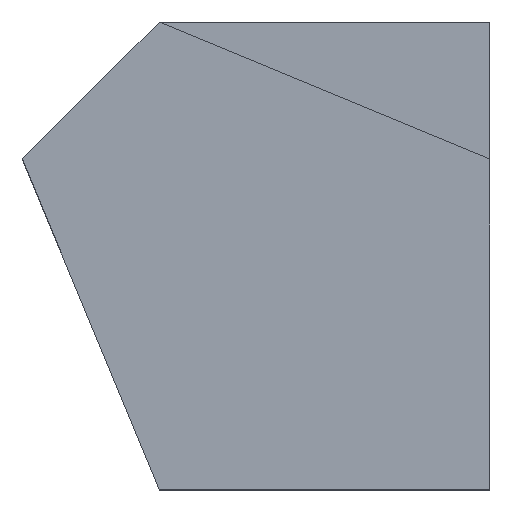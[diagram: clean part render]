
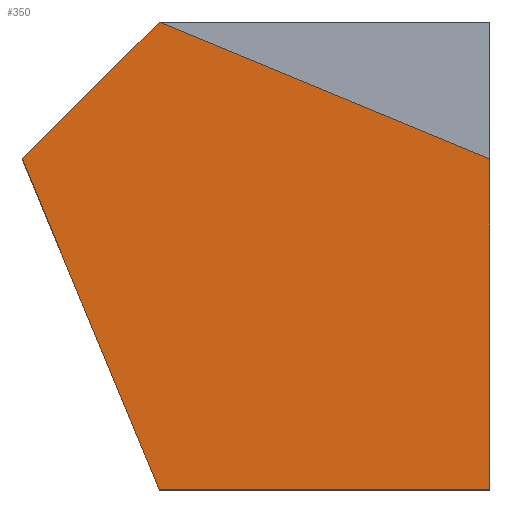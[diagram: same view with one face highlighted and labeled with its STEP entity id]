
A CAD part, top view. The second image highlights one B-rep face of the part: STEP entity #350.
In plain terms, the highlighted planar face has unit normal (0, 0, 1).
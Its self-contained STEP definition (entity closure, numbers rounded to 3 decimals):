
#10 = LINE ( 'NONE', #21, #149 ) ;
#11 = AXIS2_PLACEMENT_3D ( 'NONE', #358, #273, #56 ) ;
#21 = CARTESIAN_POINT ( 'NONE',  ( -12.7, 0., 6.35 ) ) ;
#22 = VERTEX_POINT ( 'NONE', #61 ) ;
#33 = LINE ( 'NONE', #201, #145 ) ;
#54 = EDGE_CURVE ( 'NONE', #269, #59, #33, .T. ) ;
#56 = DIRECTION ( 'NONE',  ( -1., 0., 0. ) ) ;
#59 = VERTEX_POINT ( 'NONE', #378 ) ;
#61 = CARTESIAN_POINT ( 'NONE',  ( -17.964, 12.703, 6.35 ) ) ;
#66 = ORIENTED_EDGE ( 'NONE', *, *, #91, .T. ) ;
#69 = VERTEX_POINT ( 'NONE', #140 ) ;
#76 = ORIENTED_EDGE ( 'NONE', *, *, #120, .T. ) ;
#90 = ORIENTED_EDGE ( 'NONE', *, *, #266, .T. ) ;
#91 = EDGE_CURVE ( 'NONE', #69, #269, #180, .T. ) ;
#93 = VECTOR ( 'NONE', #206, 1000. ) ;
#120 = EDGE_CURVE ( 'NONE', #198, #69, #357, .T. ) ;
#134 = EDGE_CURVE ( 'NONE', #59, #22, #163, .T. ) ;
#140 = CARTESIAN_POINT ( 'NONE',  ( 0., 0., 6.35 ) ) ;
#145 = VECTOR ( 'NONE', #322, 1000. ) ;
#149 = VECTOR ( 'NONE', #238, 1000. ) ;
#163 = LINE ( 'NONE', #292, #318 ) ;
#173 = CARTESIAN_POINT ( 'NONE',  ( 0., 12.7, 6.35 ) ) ;
#180 = LINE ( 'NONE', #173, #93 ) ;
#186 = ORIENTED_EDGE ( 'NONE', *, *, #134, .T. ) ;
#190 = ORIENTED_EDGE ( 'NONE', *, *, #54, .T. ) ;
#198 = VERTEX_POINT ( 'NONE', #199 ) ;
#199 = CARTESIAN_POINT ( 'NONE',  ( -12.7, 0., 6.35 ) ) ;
#201 = CARTESIAN_POINT ( 'NONE',  ( -12.704, 17.96, 6.35 ) ) ;
#206 = DIRECTION ( 'NONE',  ( 0., 1., 0. ) ) ;
#208 = PLANE ( 'NONE',  #11 ) ;
#238 = DIRECTION ( 'NONE',  ( 0.383, -0.924, 0. ) ) ;
#258 = CARTESIAN_POINT ( 'NONE',  ( 0., 0., 6.35 ) ) ;
#259 = DIRECTION ( 'NONE',  ( 1., 0., 0. ) ) ;
#266 = EDGE_CURVE ( 'NONE', #22, #198, #10, .T. ) ;
#269 = VERTEX_POINT ( 'NONE', #334 ) ;
#273 = DIRECTION ( 'NONE',  ( 0., 0., -1. ) ) ;
#292 = CARTESIAN_POINT ( 'NONE',  ( -17.964, 12.703, 6.35 ) ) ;
#309 = EDGE_LOOP ( 'NONE', ( #66, #190, #186, #90, #76 ) ) ;
#318 = VECTOR ( 'NONE', #323, 1000. ) ;
#322 = DIRECTION ( 'NONE',  ( -0.924, 0.383, 0. ) ) ;
#323 = DIRECTION ( 'NONE',  ( -0.707, -0.707, 0. ) ) ;
#334 = CARTESIAN_POINT ( 'NONE',  ( 0., 12.7, 6.35 ) ) ;
#350 = ADVANCED_FACE ( 'NONE', ( #371 ), #208, .F. ) ;
#357 = LINE ( 'NONE', #258, #372 ) ;
#358 = CARTESIAN_POINT ( 'NONE',  ( 0., 0., 6.35 ) ) ;
#371 = FACE_OUTER_BOUND ( 'NONE', #309, .T. ) ;
#372 = VECTOR ( 'NONE', #259, 1000. ) ;
#378 = CARTESIAN_POINT ( 'NONE',  ( -12.704, 17.96, 6.35 ) ) ;
